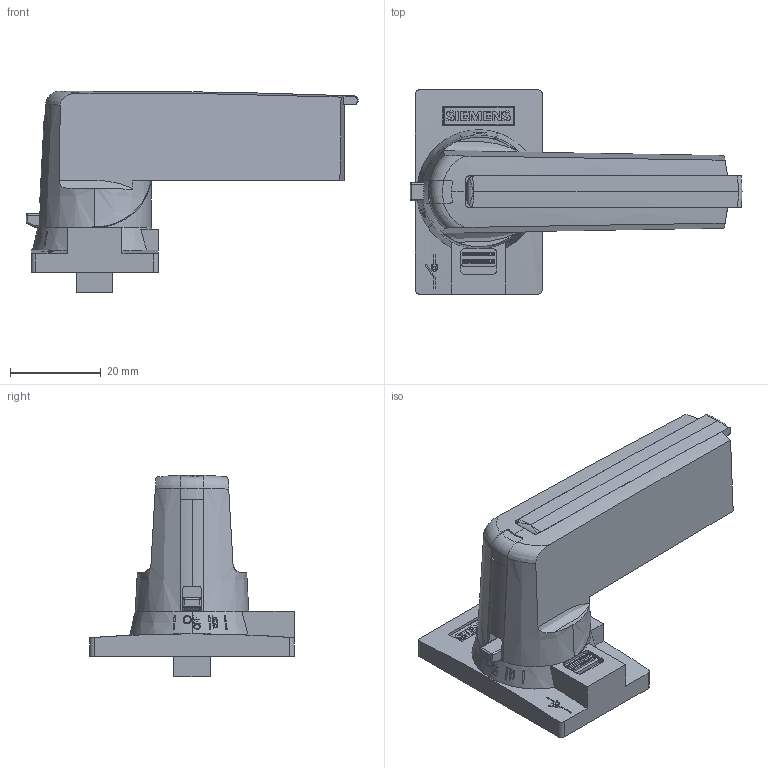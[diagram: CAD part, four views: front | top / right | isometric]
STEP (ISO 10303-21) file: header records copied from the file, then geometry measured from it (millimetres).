
FILE_DESCRIPTION(('STEP AP214'),'1');
FILE_NAME('cctmp_E3594592-0860-4D3B-A7D6-30C211FAC0FB_2023_04_14_00_58_40_0264..stp','2023-04-13T22:58:41',('SIEMENS A&D'),('CADClick - www.CADClick.com'),'Spatial InterOp 3D postprocessed',' ','unknown authorization');
FILE_SCHEMA(('AUTOMOTIVE_DESIGN'));
Length unit declared in the file: millimetre
Products named in the file (1): 2023_04_14_00_58_40_0217
Bounding box: 73.14 x 45 x 44.5 mm (x, y, z)
Volume: 32988.3 mm3; surface area: 11579.5 mm2
Topology: 1 solids, 1 shells, 535 faces, 1459 edges, 954 vertices
Faces by surface type: plane 352, cylinder 129, cone 27, bspline 10, torus 9, sphere 8
Entity records: 33595 total; most frequent: CARTESIAN_POINT 8709, STYLED_ITEM 2939, PRESENTATION_STYLE_ASSIGNMENT 2939, ORIENTED_EDGE 2898, DIRECTION 2869, EDGE_CURVE 1449, CURVE_STYLE 1449, DRAUGHTING_PRE_DEFINED_CURVE_FONT 1449
